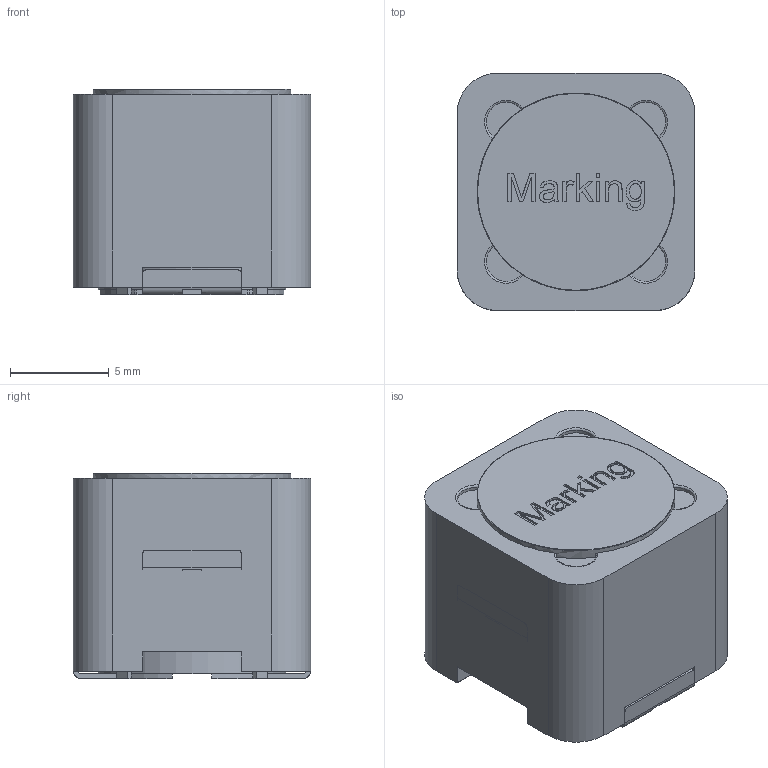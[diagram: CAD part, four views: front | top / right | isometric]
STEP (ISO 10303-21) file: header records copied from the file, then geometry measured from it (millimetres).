
FILE_DESCRIPTION( ( 'Unknown' ), '1' );
FILE_NAME( '7447709001.stp', 'Unknown', ( 'Unknown' ), ( 'Unknown' ), 'XStep 1.0', 'Unknown', ' ' );
FILE_SCHEMA( ( 'automotive_design' ) );
Length unit declared in the file: millimetre
Products named in the file (6): Assem1; L飆fl踄he; 7447709001
Bounding box: 12 x 12 x 10.38 mm (x, y, z)
Surface area: 4637.5 mm2
Topology: 10 solids, 10 shells, 478 faces, 1280 edges, 846 vertices
Faces by surface type: plane 280, cylinder 148, extrusion 32, torus 12, bspline 6
Full cylindrical faces by diameter (mm): 0.98 x2, 1 x2, 6.45 x2, 9.5 x4, 10 x2
Entity records: 10808 total; most frequent: CARTESIAN_POINT 4261, ORIENTED_EDGE 1248, DIRECTION 1089, EDGE_CURVE 624, VERTEX_POINT 419, AXIS2_PLACEMENT_3D 378, VECTOR 333, LINE 317
